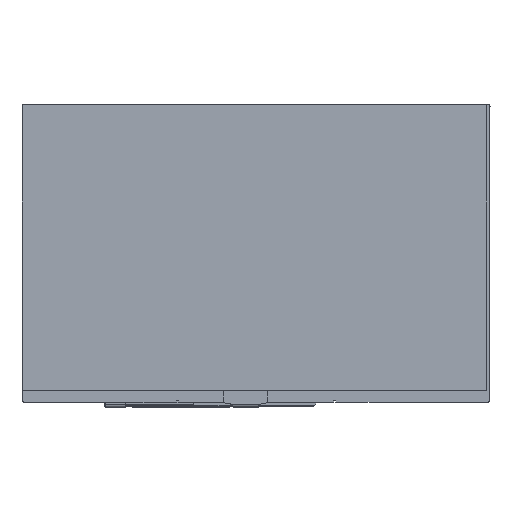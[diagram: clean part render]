
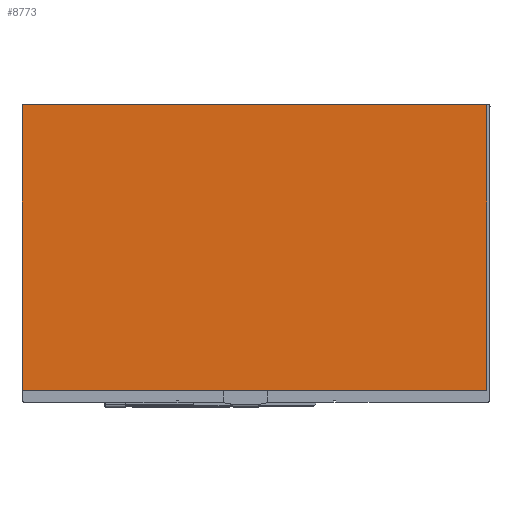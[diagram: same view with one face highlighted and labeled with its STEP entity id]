
A CAD part, top view. The second image highlights one B-rep face of the part: STEP entity #8773.
In plain terms, the highlighted planar face has unit normal (0, 0, 1).
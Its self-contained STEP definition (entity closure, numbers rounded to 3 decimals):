
#761=FACE_OUTER_BOUND('',#1265,.T.);
#1265=EDGE_LOOP('',(#7686,#7687,#7688,#7689));
#2340=LINE('',#14294,#3460);
#2343=LINE('',#14300,#3463);
#2346=LINE('',#14306,#3466);
#2349=LINE('',#14310,#3469);
#3460=VECTOR('',#11710,10.);
#3463=VECTOR('',#11715,10.);
#3466=VECTOR('',#11720,10.);
#3469=VECTOR('',#11725,10.);
#4264=VERTEX_POINT('',#14291);
#4265=VERTEX_POINT('',#14293);
#4267=VERTEX_POINT('',#14299);
#4269=VERTEX_POINT('',#14305);
#5408=EDGE_CURVE('',#4265,#4264,#2340,.T.);
#5411=EDGE_CURVE('',#4267,#4265,#2343,.T.);
#5414=EDGE_CURVE('',#4269,#4267,#2346,.T.);
#5417=EDGE_CURVE('',#4264,#4269,#2349,.T.);
#7686=ORIENTED_EDGE('',*,*,#5417,.T.);
#7687=ORIENTED_EDGE('',*,*,#5414,.T.);
#7688=ORIENTED_EDGE('',*,*,#5411,.T.);
#7689=ORIENTED_EDGE('',*,*,#5408,.T.);
#8270=PLANE('',#9596);
#8773=ADVANCED_FACE('',(#761),#8270,.T.);
#9596=AXIS2_PLACEMENT_3D('',#14312,#11728,#11729);
#11710=DIRECTION('',(-1.,0.,0.));
#11715=DIRECTION('',(0.,1.,0.));
#11720=DIRECTION('',(1.,0.,0.));
#11725=DIRECTION('',(0.,-1.,0.));
#11728=DIRECTION('center_axis',(0.,0.,1.));
#11729=DIRECTION('ref_axis',(1.,0.,0.));
#14291=CARTESIAN_POINT('',(6.2,68.982,1.1));
#14293=CARTESIAN_POINT('',(110.9,68.982,1.1));
#14294=CARTESIAN_POINT('',(6.2,68.982,1.1));
#14299=CARTESIAN_POINT('',(110.9,4.582,1.1));
#14300=CARTESIAN_POINT('',(110.9,68.982,1.1));
#14305=CARTESIAN_POINT('',(6.2,4.582,1.1));
#14306=CARTESIAN_POINT('',(110.9,4.582,1.1));
#14310=CARTESIAN_POINT('',(6.2,4.582,1.1));
#14312=CARTESIAN_POINT('Origin',(58.55,36.782,1.1));
